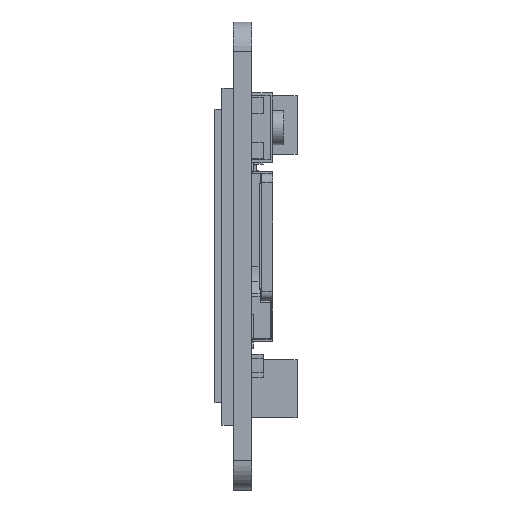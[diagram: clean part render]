
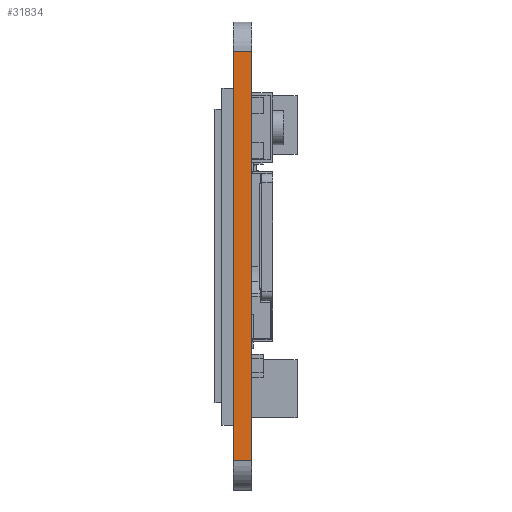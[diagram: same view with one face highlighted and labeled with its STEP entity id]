
A CAD part, left-side view. The second image highlights one B-rep face of the part: STEP entity #31834.
In plain terms, the highlighted planar face has unit normal (-1, 0, 0).
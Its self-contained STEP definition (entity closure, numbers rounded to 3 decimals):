
#603=PLANE('',#33836);
#1912=FACE_OUTER_BOUND('',#3617,.T.);
#3617=EDGE_LOOP('',(#21954,#21955,#21956,#21957));
#5619=LINE('',#45547,#9483);
#5620=LINE('',#45550,#9484);
#5621=LINE('',#45552,#9485);
#5622=LINE('',#45553,#9486);
#9483=VECTOR('',#36613,10.);
#9484=VECTOR('',#36616,10.);
#9485=VECTOR('',#36617,10.);
#9486=VECTOR('',#36618,10.);
#14144=VERTEX_POINT('',#45543);
#14145=VERTEX_POINT('',#45545);
#14146=VERTEX_POINT('',#45549);
#14147=VERTEX_POINT('',#45551);
#17235=EDGE_CURVE('',#14144,#14145,#5619,.T.);
#17236=EDGE_CURVE('',#14144,#14146,#5620,.T.);
#17237=EDGE_CURVE('',#14147,#14145,#5621,.T.);
#17238=EDGE_CURVE('',#14146,#14147,#5622,.T.);
#21954=ORIENTED_EDGE('',*,*,#17236,.F.);
#21955=ORIENTED_EDGE('',*,*,#17235,.T.);
#21956=ORIENTED_EDGE('',*,*,#17237,.F.);
#21957=ORIENTED_EDGE('',*,*,#17238,.F.);
#31834=ADVANCED_FACE('',(#1912),#603,.T.);
#33836=AXIS2_PLACEMENT_3D('',#45548,#36614,#36615);
#36613=DIRECTION('',(0.,0.,1.));
#36614=DIRECTION('center_axis',(-1.,0.,
0.));
#36615=DIRECTION('ref_axis',(0.,-1.,0.));
#36616=DIRECTION('',(0.,1.,0.));
#36617=DIRECTION('',(0.,-1.,0.));
#36618=DIRECTION('',(0.,0.,1.));
#45543=CARTESIAN_POINT('',(-0.01,2.162,0.));
#45545=CARTESIAN_POINT('',(-0.01,2.162,1.57));
#45547=CARTESIAN_POINT('',(-0.01,2.162,0.));
#45548=CARTESIAN_POINT('Origin',(-0.001,37.589,0.));
#45549=CARTESIAN_POINT('',(-0.001,37.589,0.));
#45550=CARTESIAN_POINT('',(-0.01,2.162,0.));
#45551=CARTESIAN_POINT('',(-0.001,37.589,1.57));
#45552=CARTESIAN_POINT('',(-0.01,2.162,1.57));
#45553=CARTESIAN_POINT('',(-0.001,37.589,0.));
